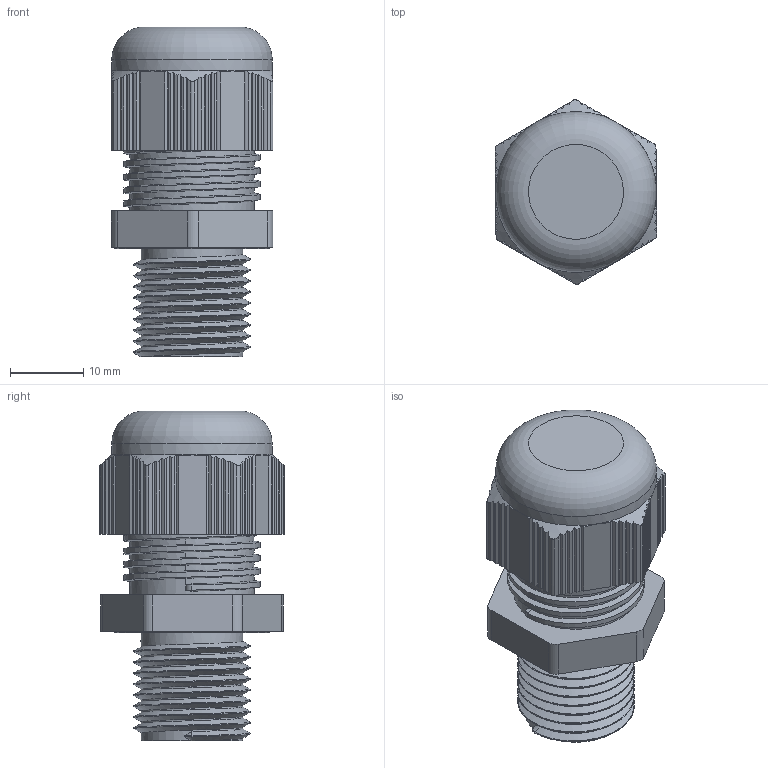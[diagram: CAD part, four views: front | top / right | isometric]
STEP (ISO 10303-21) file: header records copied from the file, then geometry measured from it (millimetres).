
FILE_DESCRIPTION((''),'2;1');
FILE_NAME('BM 01-11-21-31-41-51.stp','2012-09-25T14:26:46',('oktay'),(''),'Autodesk Inventor 2013','Autodesk Inventor 2013','');
FILE_SCHEMA(('AUTOMOTIVE_DESIGN { 1 0 10303 214 1 1 1 1 }'));
Length unit declared in the file: millimetre
Products named in the file (1): M16 MONTAJ (PG 11) (NORMAL)_Shrinkwrap_1
Bounding box: 22.11 x 25.25 x 45.16 mm (x, y, z)
Volume: 13217.9 mm3; surface area: 4723 mm2
Topology: 1 solids, 1 shells, 244 faces, 673 edges, 430 vertices
Faces by surface type: plane 175, cylinder 35, cone 24, torus 5, bspline 5
Full cylindrical faces by diameter (mm): 13.93 x9, 17 x4, 19.8 x1, 20.2 x1, 20.8 x1, 21.2 x1, 22 x1
Entity records: 10169 total; most frequent: CARTESIAN_POINT 4845, ORIENTED_EDGE 1234, DIRECTION 963, EDGE_CURVE 617, VERTEX_POINT 403, VECTOR 361, LINE 361, AXIS2_PLACEMENT_3D 301
